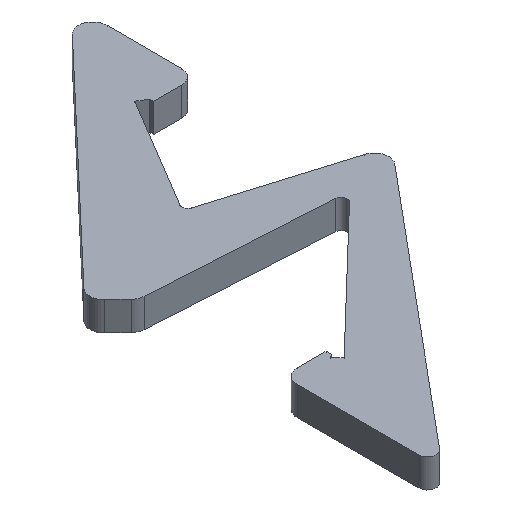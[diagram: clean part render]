
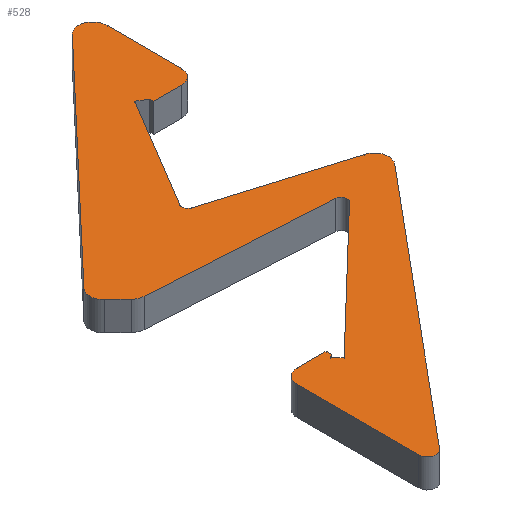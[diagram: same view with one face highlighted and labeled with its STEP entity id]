
A CAD part, isometric view. The second image highlights one B-rep face of the part: STEP entity #528.
In plain terms, the highlighted planar face has unit normal (0, 0, 1).
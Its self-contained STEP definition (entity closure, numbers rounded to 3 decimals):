
#31=PLANE('',#587);
#58=FACE_OUTER_BOUND('',#85,.T.);
#85=EDGE_LOOP('',(#444,#445,#446,#447,#448,#449,#450,#451,#452,#453,#454,
#455,#456,#457,#458,#459,#460,#461,#462,#463,#464,#465,#466,#467,#468));
#90=LINE('',#752,#147);
#94=LINE('',#764,#151);
#98=LINE('',#776,#155);
#102=LINE('',#788,#159);
#105=LINE('',#794,#162);
#108=LINE('',#800,#165);
#111=LINE('',#806,#168);
#114=LINE('',#812,#171);
#118=LINE('',#824,#175);
#122=LINE('',#836,#179);
#126=LINE('',#848,#183);
#130=LINE('',#860,#187);
#134=LINE('',#872,#191);
#137=LINE('',#878,#194);
#140=LINE('',#884,#197);
#143=LINE('',#888,#200);
#147=VECTOR('',#602,10.);
#151=VECTOR('',#614,10.);
#155=VECTOR('',#626,10.);
#159=VECTOR('',#638,10.);
#162=VECTOR('',#643,10.);
#165=VECTOR('',#648,10.);
#168=VECTOR('',#653,10.);
#171=VECTOR('',#658,10.);
#175=VECTOR('',#670,10.);
#179=VECTOR('',#682,10.);
#183=VECTOR('',#694,10.);
#187=VECTOR('',#706,10.);
#191=VECTOR('',#718,10.);
#194=VECTOR('',#723,10.);
#197=VECTOR('',#728,10.);
#200=VECTOR('',#733,10.);
#202=CIRCLE('',#546,0.2);
#204=CIRCLE('',#550,0.5);
#206=CIRCLE('',#554,0.3);
#208=CIRCLE('',#558,0.5);
#210=CIRCLE('',#566,0.2);
#212=CIRCLE('',#570,0.5);
#214=CIRCLE('',#574,0.5);
#216=CIRCLE('',#578,0.5);
#218=CIRCLE('',#582,0.5);
#221=VERTEX_POINT('',#743);
#222=VERTEX_POINT('',#745);
#224=VERTEX_POINT('',#751);
#226=VERTEX_POINT('',#757);
#228=VERTEX_POINT('',#763);
#230=VERTEX_POINT('',#769);
#232=VERTEX_POINT('',#775);
#234=VERTEX_POINT('',#781);
#236=VERTEX_POINT('',#787);
#238=VERTEX_POINT('',#793);
#240=VERTEX_POINT('',#799);
#242=VERTEX_POINT('',#805);
#244=VERTEX_POINT('',#811);
#246=VERTEX_POINT('',#817);
#248=VERTEX_POINT('',#823);
#250=VERTEX_POINT('',#829);
#252=VERTEX_POINT('',#835);
#254=VERTEX_POINT('',#841);
#256=VERTEX_POINT('',#847);
#258=VERTEX_POINT('',#853);
#260=VERTEX_POINT('',#859);
#262=VERTEX_POINT('',#865);
#264=VERTEX_POINT('',#871);
#266=VERTEX_POINT('',#877);
#268=VERTEX_POINT('',#883);
#271=EDGE_CURVE('',#222,#221,#202,.T.);
#274=EDGE_CURVE('',#224,#222,#90,.T.);
#277=EDGE_CURVE('',#226,#224,#204,.T.);
#280=EDGE_CURVE('',#228,#226,#94,.T.);
#283=EDGE_CURVE('',#230,#228,#206,.T.);
#286=EDGE_CURVE('',#232,#230,#98,.T.);
#289=EDGE_CURVE('',#234,#232,#208,.T.);
#292=EDGE_CURVE('',#236,#234,#102,.T.);
#295=EDGE_CURVE('',#238,#236,#105,.T.);
#298=EDGE_CURVE('',#240,#238,#108,.T.);
#301=EDGE_CURVE('',#242,#240,#111,.T.);
#304=EDGE_CURVE('',#244,#242,#114,.T.);
#307=EDGE_CURVE('',#246,#244,#210,.T.);
#310=EDGE_CURVE('',#248,#246,#118,.T.);
#313=EDGE_CURVE('',#250,#248,#212,.T.);
#316=EDGE_CURVE('',#252,#250,#122,.T.);
#319=EDGE_CURVE('',#254,#252,#214,.T.);
#322=EDGE_CURVE('',#256,#254,#126,.T.);
#325=EDGE_CURVE('',#258,#256,#216,.T.);
#328=EDGE_CURVE('',#260,#258,#130,.T.);
#331=EDGE_CURVE('',#262,#260,#218,.T.);
#334=EDGE_CURVE('',#264,#262,#134,.T.);
#337=EDGE_CURVE('',#266,#264,#137,.T.);
#340=EDGE_CURVE('',#268,#266,#140,.T.);
#343=EDGE_CURVE('',#221,#268,#143,.T.);
#444=ORIENTED_EDGE('',*,*,#343,.T.);
#445=ORIENTED_EDGE('',*,*,#340,.T.);
#446=ORIENTED_EDGE('',*,*,#337,.T.);
#447=ORIENTED_EDGE('',*,*,#334,.T.);
#448=ORIENTED_EDGE('',*,*,#331,.T.);
#449=ORIENTED_EDGE('',*,*,#328,.T.);
#450=ORIENTED_EDGE('',*,*,#325,.T.);
#451=ORIENTED_EDGE('',*,*,#322,.T.);
#452=ORIENTED_EDGE('',*,*,#319,.T.);
#453=ORIENTED_EDGE('',*,*,#316,.T.);
#454=ORIENTED_EDGE('',*,*,#313,.T.);
#455=ORIENTED_EDGE('',*,*,#310,.T.);
#456=ORIENTED_EDGE('',*,*,#307,.T.);
#457=ORIENTED_EDGE('',*,*,#304,.T.);
#458=ORIENTED_EDGE('',*,*,#301,.T.);
#459=ORIENTED_EDGE('',*,*,#298,.T.);
#460=ORIENTED_EDGE('',*,*,#295,.T.);
#461=ORIENTED_EDGE('',*,*,#292,.T.);
#462=ORIENTED_EDGE('',*,*,#289,.T.);
#463=ORIENTED_EDGE('',*,*,#286,.T.);
#464=ORIENTED_EDGE('',*,*,#283,.T.);
#465=ORIENTED_EDGE('',*,*,#280,.T.);
#466=ORIENTED_EDGE('',*,*,#277,.T.);
#467=ORIENTED_EDGE('',*,*,#274,.T.);
#468=ORIENTED_EDGE('',*,*,#271,.T.);
#528=ADVANCED_FACE('',(#58),#31,.T.);
#546=AXIS2_PLACEMENT_3D('',#746,#596,#597);
#550=AXIS2_PLACEMENT_3D('',#758,#608,#609);
#554=AXIS2_PLACEMENT_3D('',#770,#620,#621);
#558=AXIS2_PLACEMENT_3D('',#782,#632,#633);
#566=AXIS2_PLACEMENT_3D('',#818,#664,#665);
#570=AXIS2_PLACEMENT_3D('',#830,#676,#677);
#574=AXIS2_PLACEMENT_3D('',#842,#688,#689);
#578=AXIS2_PLACEMENT_3D('',#854,#700,#701);
#582=AXIS2_PLACEMENT_3D('',#866,#712,#713);
#587=AXIS2_PLACEMENT_3D('',#889,#734,#735);
#596=DIRECTION('center_axis',(0.,0.,-1.));
#597=DIRECTION('ref_axis',(-0.858,0.514,0.));
#602=DIRECTION('',(-0.957,0.29,0.));
#608=DIRECTION('center_axis',(0.,0.,1.));
#609=DIRECTION('ref_axis',(0.768,-0.64,0.));
#614=DIRECTION('',(0.64,0.768,0.));
#620=DIRECTION('center_axis',(0.,0.,1.));
#621=DIRECTION('ref_axis',(-1.,0.,0.));
#626=DIRECTION('',(0.,-1.,0.));
#632=DIRECTION('center_axis',(0.,0.,1.));
#633=DIRECTION('ref_axis',(0.,1.,0.));
#638=DIRECTION('',(-1.,0.,0.));
#643=DIRECTION('',(0.,1.,0.));
#648=DIRECTION('',(0.779,0.627,0.));
#653=DIRECTION('',(-0.693,0.721,0.));
#658=DIRECTION('',(-0.721,-0.693,0.));
#664=DIRECTION('center_axis',(0.,0.,-1.));
#665=DIRECTION('ref_axis',(0.693,-0.721,0.));
#670=DIRECTION('',(0.998,-0.061,0.));
#676=DIRECTION('center_axis',(0.,0.,1.));
#677=DIRECTION('ref_axis',(-0.688,-0.725,0.));
#682=DIRECTION('',(0.725,-0.688,0.));
#688=DIRECTION('center_axis',(0.,0.,1.));
#689=DIRECTION('ref_axis',(-0.725,0.688,0.));
#694=DIRECTION('',(-0.688,-0.725,0.));
#700=DIRECTION('center_axis',(0.,0.,1.));
#701=DIRECTION('ref_axis',(1.,0.,0.));
#706=DIRECTION('',(0.,1.,0.));
#712=DIRECTION('center_axis',(0.,0.,1.));
#713=DIRECTION('ref_axis',(0.,-1.,0.));
#718=DIRECTION('',(1.,0.,0.));
#723=DIRECTION('',(0.,-1.,0.));
#728=DIRECTION('',(0.858,-0.514,0.));
#733=DIRECTION('',(0.514,0.858,0.));
#734=DIRECTION('center_axis',(0.,0.,1.));
#735=DIRECTION('ref_axis',(-1.,0.,0.));
#743=CARTESIAN_POINT('',(24.362,2.496,1.));
#745=CARTESIAN_POINT('',(24.475,2.202,1.));
#746=CARTESIAN_POINT('Origin',(24.533,2.393,1.));
#751=CARTESIAN_POINT('',(29.093,0.801,1.));
#752=CARTESIAN_POINT('',(29.093,0.801,1.));
#757=CARTESIAN_POINT('',(29.333,0.003,1.));
#758=CARTESIAN_POINT('Origin',(28.948,0.323,1.));
#763=CARTESIAN_POINT('',(21.531,-9.363,1.));
#764=CARTESIAN_POINT('',(21.531,-9.363,1.));
#769=CARTESIAN_POINT('',(21.,-9.171,1.));
#770=CARTESIAN_POINT('Origin',(21.3,-9.171,1.));
#775=CARTESIAN_POINT('',(21.,-4.945,1.));
#776=CARTESIAN_POINT('',(21.,-4.945,1.));
#781=CARTESIAN_POINT('',(21.5,-4.445,1.));
#782=CARTESIAN_POINT('Origin',(21.5,-4.945,1.));
#787=CARTESIAN_POINT('',(22.5,-4.445,1.));
#788=CARTESIAN_POINT('',(22.286,-4.445,1.));
#793=CARTESIAN_POINT('',(22.5,-4.629,1.));
#794=CARTESIAN_POINT('',(22.5,-4.445,1.));
#799=CARTESIAN_POINT('',(22.393,-4.715,1.));
#800=CARTESIAN_POINT('',(22.5,-4.629,1.));
#805=CARTESIAN_POINT('',(22.621,-4.952,1.));
#806=CARTESIAN_POINT('',(22.621,-4.952,1.));
#811=CARTESIAN_POINT('',(27.397,-0.363,1.));
#812=CARTESIAN_POINT('',(27.397,-0.363,1.));
#817=CARTESIAN_POINT('',(27.27,-0.02,1.));
#818=CARTESIAN_POINT('Origin',(27.258,-0.219,1.));
#823=CARTESIAN_POINT('',(20.991,0.367,1.));
#824=CARTESIAN_POINT('',(20.991,0.367,1.));
#829=CARTESIAN_POINT('',(20.677,0.503,1.));
#830=CARTESIAN_POINT('Origin',(21.021,0.866,1.));
#835=CARTESIAN_POINT('',(20.208,0.948,1.));
#836=CARTESIAN_POINT('',(20.208,0.948,1.));
#841=CARTESIAN_POINT('',(20.189,1.655,1.));
#842=CARTESIAN_POINT('Origin',(20.552,1.311,1.));
#847=CARTESIAN_POINT('',(27.637,9.506,1.));
#848=CARTESIAN_POINT('',(27.637,9.506,1.));
#853=CARTESIAN_POINT('',(28.5,9.162,1.));
#854=CARTESIAN_POINT('Origin',(28.,9.162,1.));
#859=CARTESIAN_POINT('',(28.5,6.569,1.));
#860=CARTESIAN_POINT('',(28.5,6.569,1.));
#865=CARTESIAN_POINT('',(28.,6.069,1.));
#866=CARTESIAN_POINT('Origin',(28.,6.569,1.));
#871=CARTESIAN_POINT('',(27.023,6.069,1.));
#872=CARTESIAN_POINT('',(27.023,6.069,1.));
#877=CARTESIAN_POINT('',(27.023,6.207,1.));
#878=CARTESIAN_POINT('',(27.023,6.207,1.));
#883=CARTESIAN_POINT('',(26.7,6.4,1.));
#884=CARTESIAN_POINT('',(26.7,6.4,1.));
#888=CARTESIAN_POINT('',(24.362,2.496,1.));
#889=CARTESIAN_POINT('Origin',(24.75,0.095,1.));
